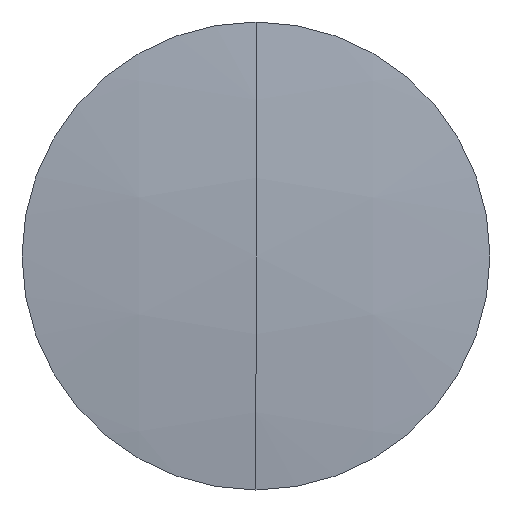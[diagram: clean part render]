
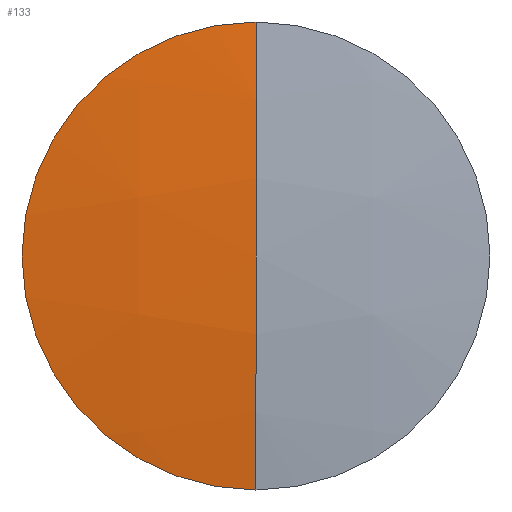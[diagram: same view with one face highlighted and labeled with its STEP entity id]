
A CAD part, left-side view. The second image highlights one B-rep face of the part: STEP entity #133.
In plain terms, the highlighted spherical face has radius 154.612 mm.
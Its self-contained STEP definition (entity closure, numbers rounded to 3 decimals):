
#16 = CIRCLE ( 'NONE', #282, 20. ) ;
#24 = CARTESIAN_POINT ( 'NONE',  ( 290.03, 0., -20. ) ) ;
#29 = VERTEX_POINT ( 'NONE', #344 ) ;
#39 = CIRCLE ( 'NONE', #76, 154.612 ) ;
#76 = AXIS2_PLACEMENT_3D ( 'NONE', #246, #297, #155 ) ;
#86 = CARTESIAN_POINT ( 'NONE',  ( 288.731, 0., 0. ) ) ;
#89 = DIRECTION ( 'NONE',  ( 0., 0., 1. ) ) ;
#105 = ORIENTED_EDGE ( 'NONE', *, *, #150, .T. ) ;
#122 = SPHERICAL_SURFACE ( 'NONE', #137, 154.612 ) ;
#133 = ADVANCED_FACE ( 'NONE', ( #142 ), #122, .T. ) ;
#137 = AXIS2_PLACEMENT_3D ( 'NONE', #320, #211, #251 ) ;
#140 = CARTESIAN_POINT ( 'NONE',  ( 290.03, 0., 0. ) ) ;
#142 = FACE_OUTER_BOUND ( 'NONE', #235, .T. ) ;
#143 = DIRECTION ( 'NONE',  ( 0., -1., 0. ) ) ;
#147 = EDGE_CURVE ( 'NONE', #29, #202, #16, .T. ) ;
#150 = EDGE_CURVE ( 'NONE', #202, #281, #39, .T. ) ;
#155 = DIRECTION ( 'NONE',  ( 0., 0., 1. ) ) ;
#168 = ORIENTED_EDGE ( 'NONE', *, *, #147, .T. ) ;
#202 = VERTEX_POINT ( 'NONE', #24 ) ;
#211 = DIRECTION ( 'NONE',  ( 0., 1., 0. ) ) ;
#213 = DIRECTION ( 'NONE',  ( 0., 0., -1. ) ) ;
#222 = CIRCLE ( 'NONE', #315, 154.612 ) ;
#235 = EDGE_LOOP ( 'NONE', ( #168, #105, #261 ) ) ;
#242 = CARTESIAN_POINT ( 'NONE',  ( 443.343, 0., 0. ) ) ;
#246 = CARTESIAN_POINT ( 'NONE',  ( 443.343, 0., 0. ) ) ;
#251 = DIRECTION ( 'NONE',  ( 0., 0., 1. ) ) ;
#259 = EDGE_CURVE ( 'NONE', #29, #281, #222, .T. ) ;
#261 = ORIENTED_EDGE ( 'NONE', *, *, #259, .F. ) ;
#281 = VERTEX_POINT ( 'NONE', #86 ) ;
#282 = AXIS2_PLACEMENT_3D ( 'NONE', #140, #295, #89 ) ;
#295 = DIRECTION ( 'NONE',  ( -1., 0., 0. ) ) ;
#297 = DIRECTION ( 'NONE',  ( 0., 1., 0. ) ) ;
#315 = AXIS2_PLACEMENT_3D ( 'NONE', #242, #143, #213 ) ;
#320 = CARTESIAN_POINT ( 'NONE',  ( 443.343, 0., 0. ) ) ;
#344 = CARTESIAN_POINT ( 'NONE',  ( 290.03, 0., 20. ) ) ;
